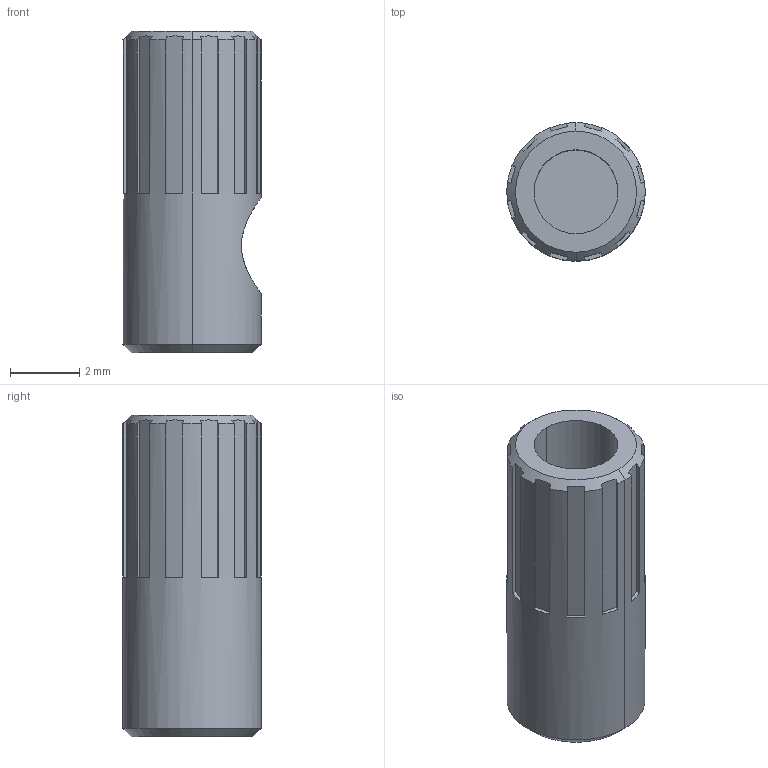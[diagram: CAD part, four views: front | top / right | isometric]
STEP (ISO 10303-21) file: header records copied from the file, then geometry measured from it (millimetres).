
FILE_DESCRIPTION((''),'2;1');
FILE_NAME('161939_ASM','2017-03-21T',('pdmadmin'),('BANNER ENGINEERING'),'CREO PARAMETRIC BY PTC INC, 2016260','CREO PARAMETRIC BY PTC INC, 2016260','');
FILE_SCHEMA(('CONFIG_CONTROL_DESIGN'));
Length unit declared in the file: millimetre
Products named in the file (2): 13675; 161939_ASM
Assembly tree (1 placements, depth 2):
  161939_ASM
    13675
Bounding box: 4 x 4 x 9.3 mm (x, y, z)
Volume: 66.6 mm3; surface area: 211.8 mm2
Topology: 1 solids, 1 shells, 64 faces, 178 edges, 116 vertices
Faces by surface type: plane 53, cylinder 7, cone 4
Entity records: 2259 total; most frequent: CARTESIAN_POINT 597, ORIENTED_EDGE 356, DIRECTION 308, EDGE_CURVE 178, VERTEX_POINT 116, AXIS2_PLACEMENT_3D 105, VECTOR 98, LINE 98
